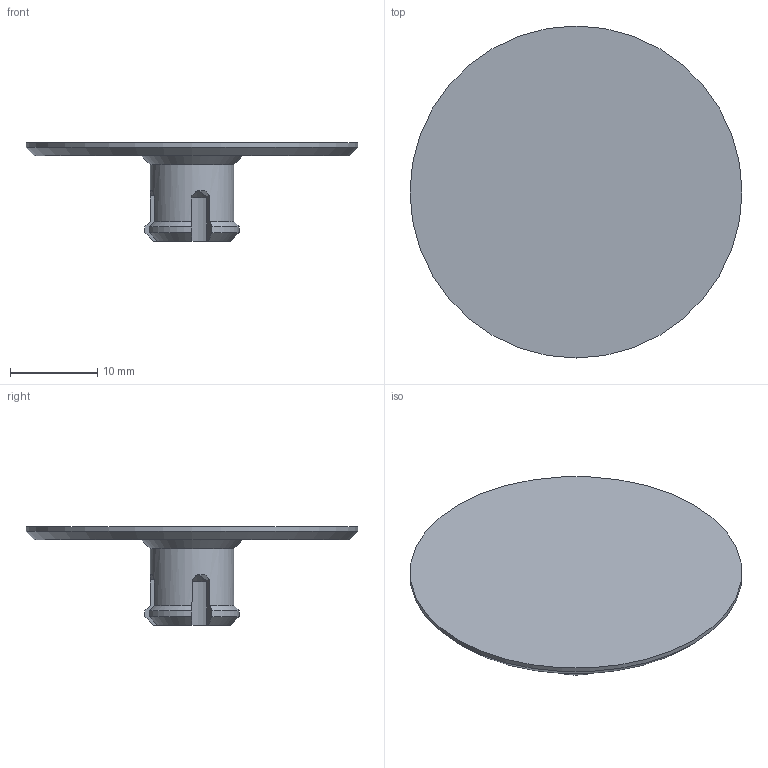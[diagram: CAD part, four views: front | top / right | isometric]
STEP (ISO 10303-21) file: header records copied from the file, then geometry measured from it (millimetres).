
FILE_DESCRIPTION(/* description */ (''),/* implementation_level */ '2;1');
FILE_NAME(/* name */ 'PitClamp_v3_Tabletop_Screw_Topper.step',/* time_stamp */ '2024-03-31T11:21:21-04:00',/* author */ (''),/* organization */ (''),/* preprocessor_version */ 'ST-DEVELOPER v20',/* originating_system */ 'Autodesk Translation Framework v12.20.1.177',/* authorisation */ '');
FILE_SCHEMA (('AUTOMOTIVE_DESIGN { 1 0 10303 214 3 1 1 }'));
Length unit declared in the file: millimetre
Products named in the file (2): PitClamp v3 Tabletop; PitClamp_v3_Tabletop_Screw_Topper_38mm
Assembly tree (1 placements, depth 2):
  PitClamp v3 Tabletop
    PitClamp_v3_Tabletop_Screw_Topper_38mm
Bounding box: 38.1 x 38.1 x 11.3 mm (x, y, z)
Volume: 2073.1 mm3; surface area: 2768.9 mm2
Topology: 1 solids, 1 shells, 47 faces, 129 edges, 85 vertices
Faces by surface type: plane 23, cone 14, cylinder 10
Full cylindrical faces by diameter (mm): 9.6 x1, 38.1 x1
Entity records: 1572 total; most frequent: CARTESIAN_POINT 308, ORIENTED_EDGE 258, DIRECTION 258, EDGE_CURVE 129, AXIS2_PLACEMENT_3D 91, VERTEX_POINT 85, LINE 76, VECTOR 76
